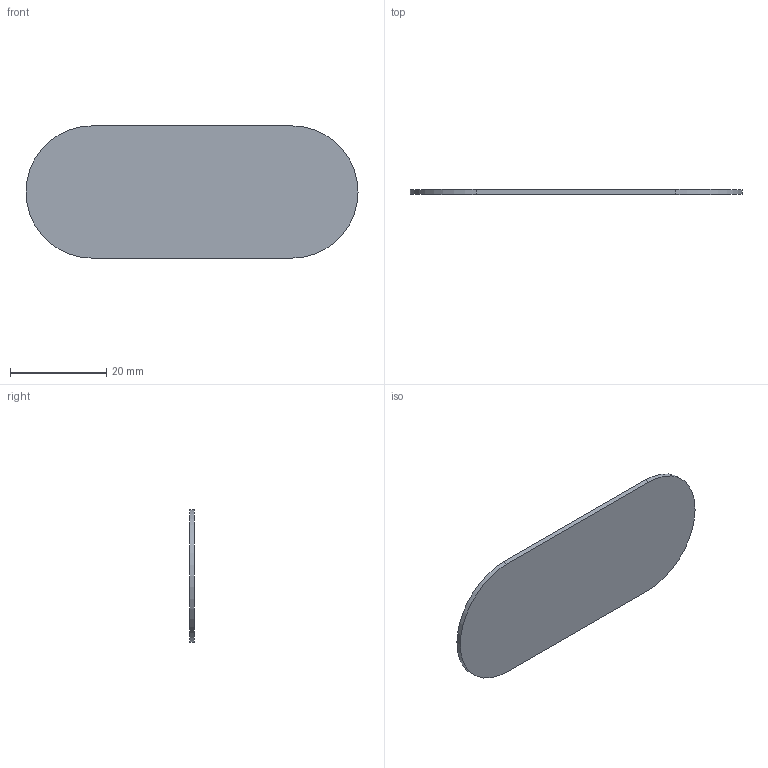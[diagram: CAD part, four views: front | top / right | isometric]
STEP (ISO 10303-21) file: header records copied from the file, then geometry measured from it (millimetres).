
FILE_DESCRIPTION((''),'2;1');
FILE_NAME('METALIC_PART_1','2021-06-29T',('User'),(''),'CREO PARAMETRIC BY PTC INC, 2014350','CREO PARAMETRIC BY PTC INC, 2014350','');
FILE_SCHEMA(('AUTOMOTIVE_DESIGN { 1 0 10303 214 1 1 1 1 }'));
Length unit declared in the file: millimetre
Products named in the file (1): METALIC_PART_1
Bounding box: 69 x 1 x 27.5 mm (x, y, z)
Volume: 1735.2 mm3; surface area: 3639.8 mm2
Topology: 1 solids, 1 shells, 6 faces, 16 edges, 12 vertices
Faces by surface type: plane 4, cylinder 2
Entity records: 314 total; most frequent: CARTESIAN_POINT 36, DIRECTION 36, ORIENTED_EDGE 32, PRESENTATION_STYLE_ASSIGNMENT 17, STYLED_ITEM 17, CURVE_STYLE 16, EDGE_CURVE 16, AXIS2_PLACEMENT_3D 14
